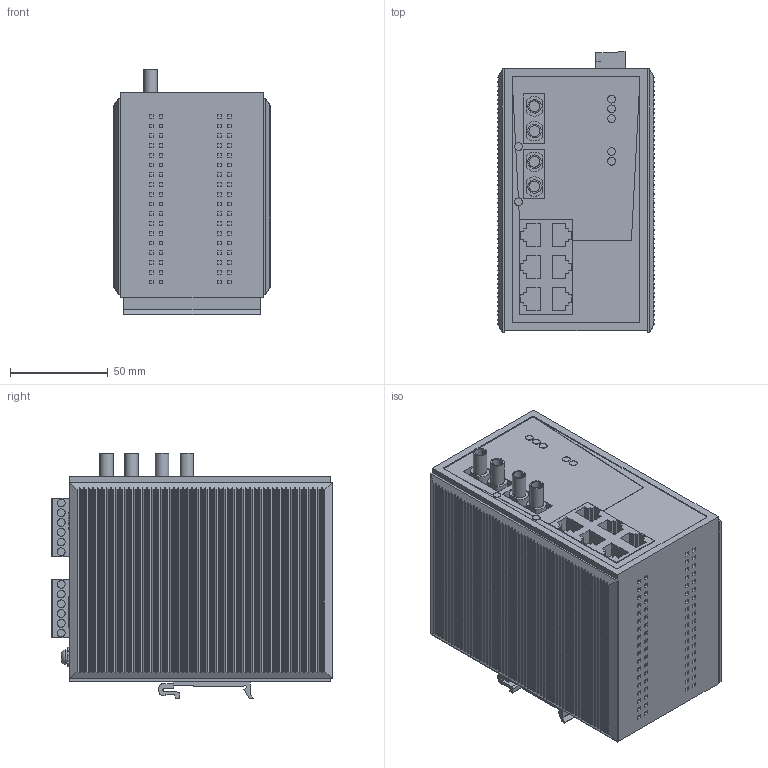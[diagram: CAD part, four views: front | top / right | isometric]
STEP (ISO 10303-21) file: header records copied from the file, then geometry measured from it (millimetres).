
FILE_DESCRIPTION(('CATIA V5 STEP Exchange','CAx-IF Rec.Pracs.--- Model Styling and Organization---1.4--- 2014-01-23'),'2;1');
FILE_NAME ('D1402788_2_1241080000_S3D_IE-SW-PL08M_PL08MT-6TX-2ST.stp','2020-01-30T08:42:19+00:00',('none'),('Weidmueller'),'CATIA Version 5-6 Release 2016 SP3 HF44','CATIA V5 STEP AP214','none');
FILE_SCHEMA(('AUTOMOTIVE_DESIGN { 1 0 10303 214 1 1 1 1 }'));
Products named in the file (1): 1241080000
Bounding box: 80.05 x 144.05 x 125.8 mm (x, y, z)
Volume: 1107648 mm3; surface area: 171498.8 mm2
Topology: 36 solids, 36 shells, 1897 faces, 4893 edges, 3247 vertices
Faces by surface type: plane 1435, extrusion 290, cylinder 170, torus 2
Entity records: 60314 total; most frequent: CARTESIAN_POINT 15082, ORIENTED_EDGE 9786, DIRECTION 6846, EDGE_CURVE 4893, VECTOR 4192, LINE 3902, VERTEX_POINT 3247, EDGE_LOOP 2090
